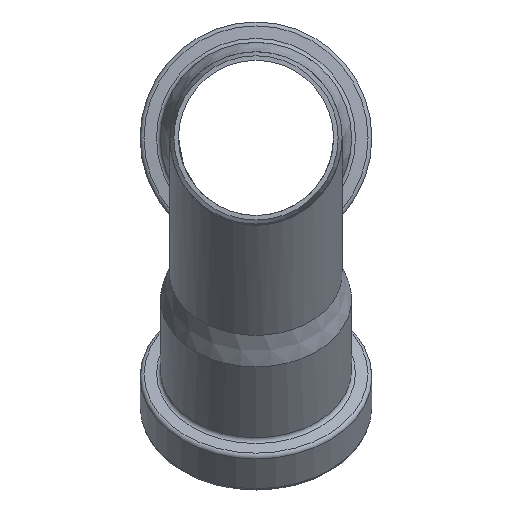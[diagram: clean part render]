
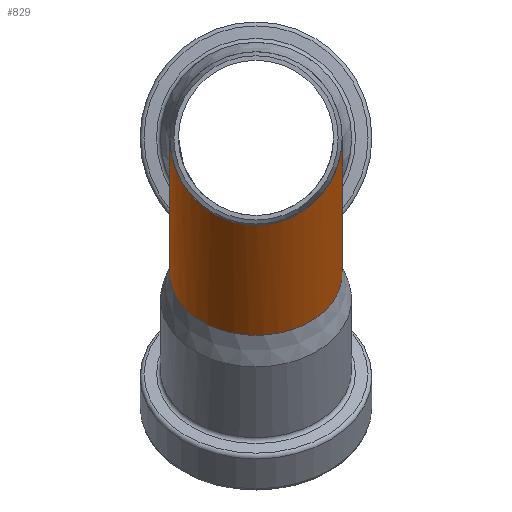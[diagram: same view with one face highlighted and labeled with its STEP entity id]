
A CAD part, front view. The second image highlights one B-rep face of the part: STEP entity #829.
In plain terms, the highlighted cylindrical face has radius 20.1 mm (diameter 40.2 mm), a partial arc.
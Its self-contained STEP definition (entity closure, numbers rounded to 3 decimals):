
#111=CIRCLE('',#905,20.1);
#171=ELLIPSE('',#899,54.762,20.1);
#172=ELLIPSE('',#900,21.918,20.1);
#174=ELLIPSE('',#902,54.762,20.1);
#201=FACE_OUTER_BOUND('',#271,.T.);
#271=EDGE_LOOP('',(#674,#675,#676,#677,#678,#679));
#405=B_SPLINE_CURVE_WITH_KNOTS('',3,(#1656,#1657,#1658,#1659,#1660,#1661,
#1662),.UNSPECIFIED.,.F.,.F.,(4,3,4),(0.,0.01,
0.013),.UNSPECIFIED.);
#409=B_SPLINE_CURVE_WITH_KNOTS('',3,(#1751,#1752,#1753,#1754,#1755,#1756,
#1757,#1758,#1759,#1760),.UNSPECIFIED.,.F.,.F.,(4,3,3,4),(0.642,
0.645,0.652,0.66),.UNSPECIFIED.);
#434=VERTEX_POINT('',#1585);
#435=VERTEX_POINT('',#1587);
#438=VERTEX_POINT('',#1655);
#439=VERTEX_POINT('',#1714);
#440=VERTEX_POINT('',#1745);
#441=VERTEX_POINT('',#1750);
#524=EDGE_CURVE('',#434,#435,#171,.T.);
#528=EDGE_CURVE('',#438,#435,#405,.T.);
#531=EDGE_CURVE('',#439,#434,#172,.T.);
#534=EDGE_CURVE('',#441,#440,#409,.T.);
#539=EDGE_CURVE('',#441,#439,#174,.T.);
#541=EDGE_CURVE('',#440,#438,#111,.T.);
#674=ORIENTED_EDGE('',*,*,#528,.T.);
#675=ORIENTED_EDGE('',*,*,#524,.F.);
#676=ORIENTED_EDGE('',*,*,#531,.F.);
#677=ORIENTED_EDGE('',*,*,#539,.F.);
#678=ORIENTED_EDGE('',*,*,#534,.T.);
#679=ORIENTED_EDGE('',*,*,#541,.T.);
#798=CYLINDRICAL_SURFACE('',#909,20.1);
#829=ADVANCED_FACE('',(#201),#798,.T.);
#899=AXIS2_PLACEMENT_3D('',#1588,#1054,#1055);
#900=AXIS2_PLACEMENT_3D('',#1715,#1056,#1057);
#902=AXIS2_PLACEMENT_3D('',#1837,#1060,#1061);
#905=AXIS2_PLACEMENT_3D('',#1840,#1066,#1067);
#909=AXIS2_PLACEMENT_3D('',#1845,#1074,#1075);
#1054=DIRECTION('center_axis',(0.,0.398,0.917));
#1055=DIRECTION('ref_axis',(0.,0.917,-0.398));
#1056=DIRECTION('center_axis',(0.,-0.93,
0.366));
#1057=DIRECTION('ref_axis',(0.,-0.366,-0.93));
#1060=DIRECTION('center_axis',(0.,0.398,0.917));
#1061=DIRECTION('ref_axis',(0.,0.917,-0.398));
#1066=DIRECTION('center_axis',(0.,-0.707,0.707));
#1067=DIRECTION('ref_axis',(1.,0.,0.));
#1074=DIRECTION('center_axis',(0.,-0.707,0.707));
#1075=DIRECTION('ref_axis',(0.,-0.707,-0.707));
#1585=CARTESIAN_POINT('',(20.1,-44.916,0.));
#1587=CARTESIAN_POINT('',(9.416,-0.536,-19.266));
#1588=CARTESIAN_POINT('Origin',(0.,-44.916,
0.));
#1655=CARTESIAN_POINT('',(9.528,-0.554,-19.333));
#1656=CARTESIAN_POINT('Ctrl Pts',(9.528,-0.554,-19.333));
#1657=CARTESIAN_POINT('Ctrl Pts',(9.499,-0.543,-19.322));
#1658=CARTESIAN_POINT('Ctrl Pts',(9.471,-0.537,-19.307));
#1659=CARTESIAN_POINT('Ctrl Pts',(9.444,-0.535,-19.288));
#1660=CARTESIAN_POINT('Ctrl Pts',(9.434,-0.535,-19.281));
#1661=CARTESIAN_POINT('Ctrl Pts',(9.425,-0.535,-19.274));
#1662=CARTESIAN_POINT('Ctrl Pts',(9.416,-0.536,-19.266));
#1714=CARTESIAN_POINT('',(-20.1,-44.916,0.));
#1715=CARTESIAN_POINT('Origin',(0.,-44.916,
0.));
#1745=CARTESIAN_POINT('',(-9.528,-0.554,-19.333));
#1750=CARTESIAN_POINT('',(-9.416,-0.536,-19.266));
#1751=CARTESIAN_POINT('Ctrl Pts',(-9.416,-0.536,
-19.266));
#1752=CARTESIAN_POINT('Ctrl Pts',(-9.421,-0.536,
-19.27));
#1753=CARTESIAN_POINT('Ctrl Pts',(-9.425,-0.536,
-19.274));
#1754=CARTESIAN_POINT('Ctrl Pts',(-9.43,-0.535,
-19.278));
#1755=CARTESIAN_POINT('Ctrl Pts',(-9.445,-0.535,
-19.289));
#1756=CARTESIAN_POINT('Ctrl Pts',(-9.461,-0.536,
-19.3));
#1757=CARTESIAN_POINT('Ctrl Pts',(-9.477,-0.539,-19.309));
#1758=CARTESIAN_POINT('Ctrl Pts',(-9.494,-0.543,
-19.319));
#1759=CARTESIAN_POINT('Ctrl Pts',(-9.511,-0.548,
-19.327));
#1760=CARTESIAN_POINT('Ctrl Pts',(-9.528,-0.554,
-19.333));
#1837=CARTESIAN_POINT('Origin',(0.,-44.916,
0.));
#1840=CARTESIAN_POINT('Origin',(0.,-13.069,-31.848));
#1845=CARTESIAN_POINT('Origin',(0.,-29.036,-15.88));
